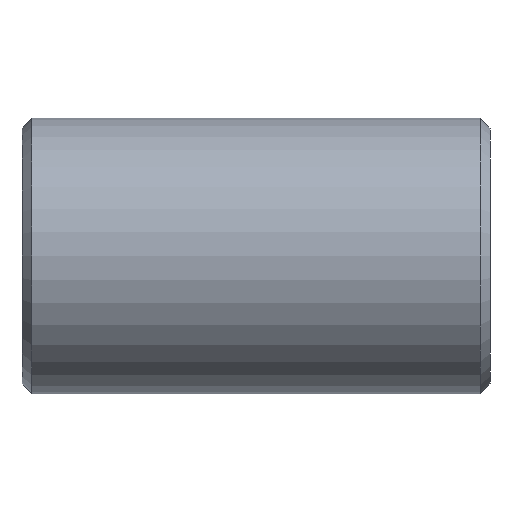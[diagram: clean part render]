
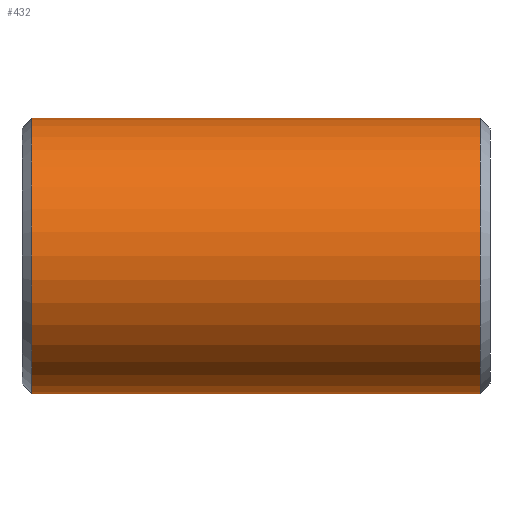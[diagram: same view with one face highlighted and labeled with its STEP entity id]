
A CAD part, front view. The second image highlights one B-rep face of the part: STEP entity #432.
In plain terms, the highlighted cylindrical face has radius 84.138 mm (diameter 168.275 mm), a partial arc.
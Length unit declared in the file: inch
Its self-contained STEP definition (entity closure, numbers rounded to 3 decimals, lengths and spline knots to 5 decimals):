
#7 = LINE ( 'NONE', #143, #620 ) ;
#22 = AXIS2_PLACEMENT_3D ( 'NONE', #742, #334, #563 ) ;
#43 = VERTEX_POINT ( 'NONE', #562 ) ;
#63 = VERTEX_POINT ( 'NONE', #421 ) ;
#74 = AXIS2_PLACEMENT_3D ( 'NONE', #743, #126, #692 ) ;
#75 = ORIENTED_EDGE ( 'NONE', *, *, #115, .T. ) ;
#99 = EDGE_CURVE ( 'NONE', #188, #63, #7, .T. ) ;
#103 = CARTESIAN_POINT ( 'NONE',  ( 5.38033, 0., -3.3125 ) ) ;
#115 = EDGE_CURVE ( 'NONE', #397, #63, #276, .T. ) ;
#117 = CARTESIAN_POINT ( 'NONE',  ( 5.62, 0., 3.3125 ) ) ;
#126 = DIRECTION ( 'NONE',  ( 1., 0., 0. ) ) ;
#129 = EDGE_LOOP ( 'NONE', ( #662, #631, #472, #75 ) ) ;
#143 = CARTESIAN_POINT ( 'NONE',  ( 5.62, 0., -3.3125 ) ) ;
#175 = DIRECTION ( 'NONE',  ( -1., 0., 0. ) ) ;
#184 = LINE ( 'NONE', #117, #511 ) ;
#188 = VERTEX_POINT ( 'NONE', #103 ) ;
#210 = DIRECTION ( 'NONE',  ( -1., 0., 0. ) ) ;
#276 = CIRCLE ( 'NONE', #74, 3.3125 ) ;
#300 = EDGE_CURVE ( 'NONE', #43, #397, #184, .T. ) ;
#334 = DIRECTION ( 'NONE',  ( -1., 0., 0. ) ) ;
#352 = EDGE_CURVE ( 'NONE', #188, #43, #846, .T. ) ;
#397 = VERTEX_POINT ( 'NONE', #822 ) ;
#421 = CARTESIAN_POINT ( 'NONE',  ( -5.38033, 0., -3.3125 ) ) ;
#432 = ADVANCED_FACE ( 'NONE', ( #542 ), #811, .T. ) ;
#472 = ORIENTED_EDGE ( 'NONE', *, *, #300, .T. ) ;
#511 = VECTOR ( 'NONE', #722, 39.37008 ) ;
#542 = FACE_OUTER_BOUND ( 'NONE', #129, .T. ) ;
#562 = CARTESIAN_POINT ( 'NONE',  ( 5.38033, 0., 3.3125 ) ) ;
#563 = DIRECTION ( 'NONE',  ( 0., 0., 1. ) ) ;
#620 = VECTOR ( 'NONE', #210, 39.37008 ) ;
#631 = ORIENTED_EDGE ( 'NONE', *, *, #352, .T. ) ;
#652 = AXIS2_PLACEMENT_3D ( 'NONE', #788, #175, #857 ) ;
#662 = ORIENTED_EDGE ( 'NONE', *, *, #99, .F. ) ;
#692 = DIRECTION ( 'NONE',  ( 0., 0., 1. ) ) ;
#722 = DIRECTION ( 'NONE',  ( -1., 0., 0. ) ) ;
#742 = CARTESIAN_POINT ( 'NONE',  ( 5.62, 0., 0. ) ) ;
#743 = CARTESIAN_POINT ( 'NONE',  ( -5.38033, 0., 0. ) ) ;
#788 = CARTESIAN_POINT ( 'NONE',  ( 5.38033, 0., 0. ) ) ;
#811 = CYLINDRICAL_SURFACE ( 'NONE', #22, 3.3125 ) ;
#822 = CARTESIAN_POINT ( 'NONE',  ( -5.38033, 0., 3.3125 ) ) ;
#846 = CIRCLE ( 'NONE', #652, 3.3125 ) ;
#857 = DIRECTION ( 'NONE',  ( 0., 0., -1. ) ) ;
